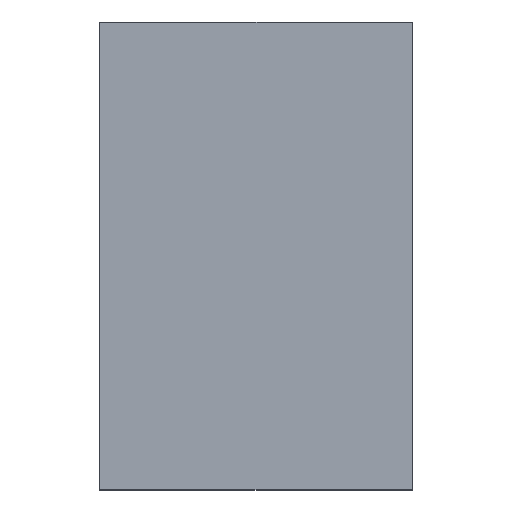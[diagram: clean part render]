
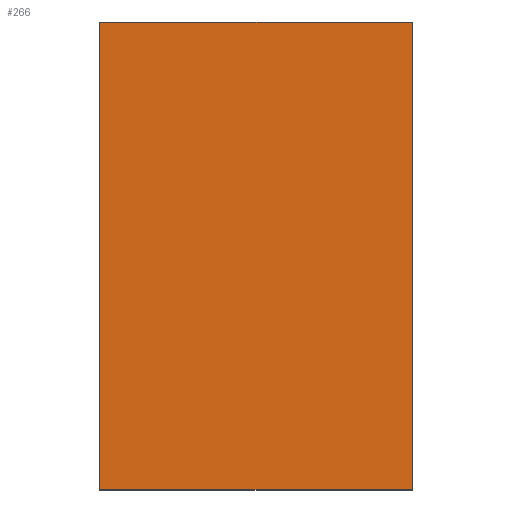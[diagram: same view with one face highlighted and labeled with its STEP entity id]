
A CAD part, top view. The second image highlights one B-rep face of the part: STEP entity #266.
In plain terms, the highlighted planar face has unit normal (0, 0, 1).
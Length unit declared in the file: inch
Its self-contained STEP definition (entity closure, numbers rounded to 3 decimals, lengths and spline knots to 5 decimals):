
#12 = CARTESIAN_POINT ( 'NONE',  ( 0.38583, 0.56693, 0.05906 ) ) ;
#17 = VECTOR ( 'NONE', #188, 39.37008 ) ;
#18 = CARTESIAN_POINT ( 'NONE',  ( 0.8189, -0.04724, 0.05906 ) ) ;
#33 = CARTESIAN_POINT ( 'NONE',  ( 0.38583, 1.24803, 0.05906 ) ) ;
#41 = VECTOR ( 'NONE', #229, 39.37008 ) ;
#57 = CARTESIAN_POINT ( 'NONE',  ( 0.38583, -0.04724, 0.05906 ) ) ;
#63 = VERTEX_POINT ( 'NONE', #18 ) ;
#71 = EDGE_LOOP ( 'NONE', ( #76, #120, #374, #150 ) ) ;
#76 = ORIENTED_EDGE ( 'NONE', *, *, #353, .T. ) ;
#108 = LINE ( 'NONE', #297, #304 ) ;
#120 = ORIENTED_EDGE ( 'NONE', *, *, #393, .T. ) ;
#130 = PLANE ( 'NONE',  #212 ) ;
#139 = LINE ( 'NONE', #33, #41 ) ;
#150 = ORIENTED_EDGE ( 'NONE', *, *, #272, .T. ) ;
#151 = VECTOR ( 'NONE', #195, 39.37008 ) ;
#153 = EDGE_CURVE ( 'NONE', #170, #63, #421, .T. ) ;
#154 = CARTESIAN_POINT ( 'NONE',  ( -0.04724, 1.24803, 0.05906 ) ) ;
#160 = LINE ( 'NONE', #425, #17 ) ;
#163 = FACE_OUTER_BOUND ( 'NONE', #71, .T. ) ;
#170 = VERTEX_POINT ( 'NONE', #190 ) ;
#188 = DIRECTION ( 'NONE',  ( 0., 1., 0. ) ) ;
#190 = CARTESIAN_POINT ( 'NONE',  ( -0.04724, -0.04724, 0.05906 ) ) ;
#195 = DIRECTION ( 'NONE',  ( 1., 0., 0. ) ) ;
#212 = AXIS2_PLACEMENT_3D ( 'NONE', #12, #351, #292 ) ;
#229 = DIRECTION ( 'NONE',  ( -1., 0., 0. ) ) ;
#266 = ADVANCED_FACE ( 'NONE', ( #163 ), #130, .T. ) ;
#272 = EDGE_CURVE ( 'NONE', #63, #280, #160, .T. ) ;
#276 = VERTEX_POINT ( 'NONE', #154 ) ;
#280 = VERTEX_POINT ( 'NONE', #414 ) ;
#292 = DIRECTION ( 'NONE',  ( 1., 0., 0. ) ) ;
#297 = CARTESIAN_POINT ( 'NONE',  ( -0.04724, 0.56693, 0.05906 ) ) ;
#304 = VECTOR ( 'NONE', #326, 39.37008 ) ;
#326 = DIRECTION ( 'NONE',  ( 0., -1., 0. ) ) ;
#351 = DIRECTION ( 'NONE',  ( 0., 0., 1. ) ) ;
#353 = EDGE_CURVE ( 'NONE', #280, #276, #139, .T. ) ;
#374 = ORIENTED_EDGE ( 'NONE', *, *, #153, .T. ) ;
#393 = EDGE_CURVE ( 'NONE', #276, #170, #108, .T. ) ;
#414 = CARTESIAN_POINT ( 'NONE',  ( 0.8189, 1.24803, 0.05906 ) ) ;
#421 = LINE ( 'NONE', #57, #151 ) ;
#425 = CARTESIAN_POINT ( 'NONE',  ( 0.8189, 0.56693, 0.05906 ) ) ;
